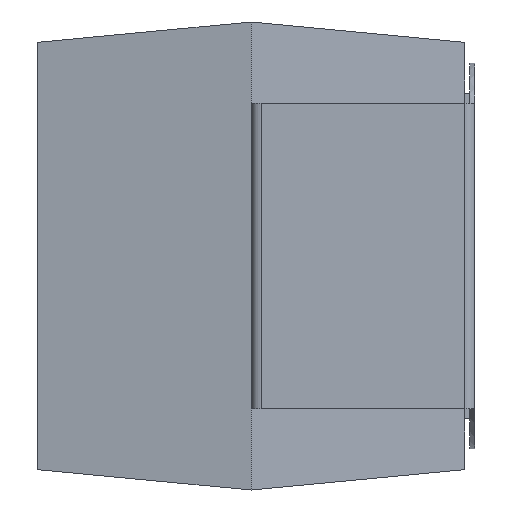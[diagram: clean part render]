
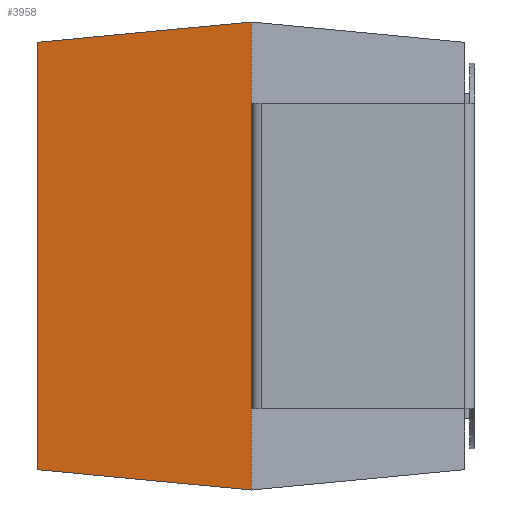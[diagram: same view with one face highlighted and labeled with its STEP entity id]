
A CAD part, left-side view. The second image highlights one B-rep face of the part: STEP entity #3958.
In plain terms, the highlighted planar face has unit normal (-0.993, 0.118, 0).
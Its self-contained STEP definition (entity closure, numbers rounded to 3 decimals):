
#291 = PLANE ( 'NONE',  #2902 ) ;
#342 = CARTESIAN_POINT ( 'NONE',  ( -0.193, 0.476, 0.155 ) ) ;
#527 = EDGE_CURVE ( 'NONE', #1693, #1679, #1014, .T. ) ;
#564 = EDGE_CURVE ( 'NONE', #2043, #1693, #3711, .T. ) ;
#591 = VECTOR ( 'NONE', #2681, 1000. ) ;
#779 = ORIENTED_EDGE ( 'NONE', *, *, #4140, .T. ) ;
#901 = VECTOR ( 'NONE', #3444, 1000. ) ;
#984 = EDGE_LOOP ( 'NONE', ( #3943, #2216, #1872, #779 ) ) ;
#1014 = LINE ( 'NONE', #342, #2373 ) ;
#1564 = DIRECTION ( 'NONE',  ( 0., 0., 1. ) ) ;
#1594 = VECTOR ( 'NONE', #1564, 1000. ) ;
#1615 = VERTEX_POINT ( 'NONE', #2435 ) ;
#1679 = VERTEX_POINT ( 'NONE', #4082 ) ;
#1693 = VERTEX_POINT ( 'NONE', #3723 ) ;
#1872 = ORIENTED_EDGE ( 'NONE', *, *, #4203, .T. ) ;
#2043 = VERTEX_POINT ( 'NONE', #3541 ) ;
#2124 = LINE ( 'NONE', #2269, #1594 ) ;
#2216 = ORIENTED_EDGE ( 'NONE', *, *, #564, .F. ) ;
#2269 = CARTESIAN_POINT ( 'NONE',  ( 0., 2.1, -4.6 ) ) ;
#2285 = FACE_OUTER_BOUND ( 'NONE', #984, .T. ) ;
#2373 = VECTOR ( 'NONE', #2439, 1000. ) ;
#2435 = CARTESIAN_POINT ( 'NONE',  ( 0., 2.1, -4.6 ) ) ;
#2439 = DIRECTION ( 'NONE',  ( -0.118, -0.989, 0.094 ) ) ;
#2635 = LINE ( 'NONE', #3382, #591 ) ;
#2681 = DIRECTION ( 'NONE',  ( -0.118, -0.989, -0.094 ) ) ;
#2723 = CARTESIAN_POINT ( 'NONE',  ( -0.247, 0.029, -4.6 ) ) ;
#2902 = AXIS2_PLACEMENT_3D ( 'NONE', #2723, #3727, #3391 ) ;
#3382 = CARTESIAN_POINT ( 'NONE',  ( -0.244, 0.048, -4.795 ) ) ;
#3391 = DIRECTION ( 'NONE',  ( -0.118, -0.993, 0. ) ) ;
#3444 = DIRECTION ( 'NONE',  ( 0., 0., 1. ) ) ;
#3541 = CARTESIAN_POINT ( 'NONE',  ( 0.25, 4.2, -4.4 ) ) ;
#3711 = LINE ( 'NONE', #4043, #901 ) ;
#3723 = CARTESIAN_POINT ( 'NONE',  ( 0.25, 4.2, -0.2 ) ) ;
#3727 = DIRECTION ( 'NONE',  ( -0.993, 0.118, 0. ) ) ;
#3943 = ORIENTED_EDGE ( 'NONE', *, *, #527, .F. ) ;
#3958 = ADVANCED_FACE ( 'NONE', ( #2285 ), #291, .T. ) ;
#4043 = CARTESIAN_POINT ( 'NONE',  ( 0.25, 4.2, -4.6 ) ) ;
#4082 = CARTESIAN_POINT ( 'NONE',  ( 0., 2.1, 0. ) ) ;
#4140 = EDGE_CURVE ( 'NONE', #1615, #1679, #2124, .T. ) ;
#4203 = EDGE_CURVE ( 'NONE', #2043, #1615, #2635, .T. ) ;
